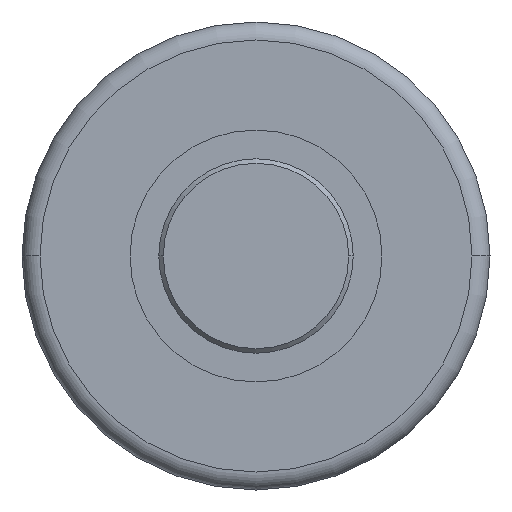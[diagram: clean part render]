
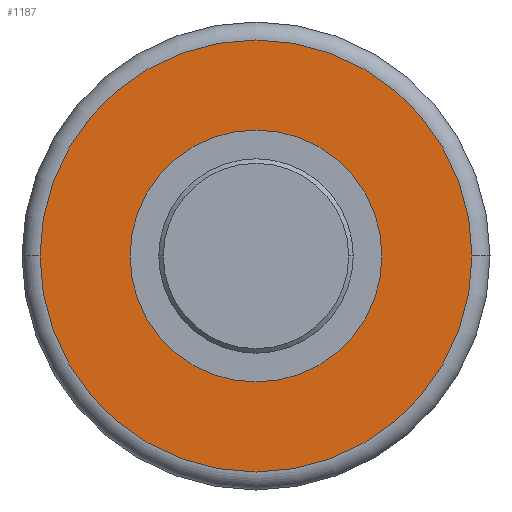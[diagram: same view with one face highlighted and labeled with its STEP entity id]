
A CAD part, front view. The second image highlights one B-rep face of the part: STEP entity #1187.
In plain terms, the highlighted planar face has unit normal (0, -1, 0).
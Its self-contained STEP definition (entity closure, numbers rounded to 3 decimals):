
#1187=ADVANCED_FACE('NONE',(#2403,#2404),#2405,.T.);
#2403=FACE_OUTER_BOUND('',#6916,.T.);
#2404=FACE_BOUND('',#6917,.T.);
#2405=PLANE('',#6918);
#6916=EDGE_LOOP('',(#9861,#9862));
#6917=EDGE_LOOP('',(#9863,#9864));
#6918=AXIS2_PLACEMENT_3D('',#9865,#9866,#9867);
#9861=ORIENTED_EDGE('',*,*,#11391,.F.);
#9862=ORIENTED_EDGE('',*,*,#11428,.F.);
#9863=ORIENTED_EDGE('',*,*,#11397,.T.);
#9864=ORIENTED_EDGE('',*,*,#11424,.T.);
#9865=CARTESIAN_POINT('',(2.,25.,25.927));
#9866=DIRECTION('',(0.0,-1.0,0.0));
#9867=DIRECTION('',(1.0,0.0,0.0));
#11391=EDGE_CURVE('NONE',#13454,#13456,#13457,.T.);
#11397=EDGE_CURVE('NONE',#13461,#13465,#13467,.T.);
#11424=EDGE_CURVE('NONE',#13465,#13461,#13508,.T.);
#11428=EDGE_CURVE('NONE',#13456,#13454,#13512,.T.);
#13454=VERTEX_POINT('NONE',#19240);
#13456=VERTEX_POINT('',#19242);
#13457=CIRCLE('',#19243,24.);
#13461=VERTEX_POINT('NONE',#19247);
#13465=VERTEX_POINT('',#19252);
#13467=CIRCLE('',#19255,14.);
#13508=CIRCLE('',#19304,14.);
#13512=CIRCLE('',#19308,24.);
#19240=CARTESIAN_POINT('',(2.,25.,25.927));
#19242=CARTESIAN_POINT('',(50.,25.,25.927));
#19243=AXIS2_PLACEMENT_3D('',#20115,#20116,#20117);
#19247=CARTESIAN_POINT('',(12.,25.,25.927));
#19252=CARTESIAN_POINT('',(40.,25.,25.927));
#19255=AXIS2_PLACEMENT_3D('',#20126,#20127,#20128);
#19304=AXIS2_PLACEMENT_3D('',#20170,#20171,#20172);
#19308=AXIS2_PLACEMENT_3D('',#20179,#20180,#20181);
#20115=CARTESIAN_POINT('',(26.,25.,25.927));
#20116=DIRECTION('',(0.0,1.0,0.0));
#20117=DIRECTION('',(-1.0,0.0,0.0));
#20126=CARTESIAN_POINT('',(26.,25.,25.927));
#20127=DIRECTION('',(0.0,1.0,0.0));
#20128=DIRECTION('',(-1.0,0.0,0.0));
#20170=CARTESIAN_POINT('',(26.,25.,25.927));
#20171=DIRECTION('',(0.0,1.0,0.0));
#20172=DIRECTION('',(-1.0,0.0,0.0));
#20179=CARTESIAN_POINT('',(26.,25.,25.927));
#20180=DIRECTION('',(0.0,1.0,0.0));
#20181=DIRECTION('',(-1.0,0.0,0.0));
